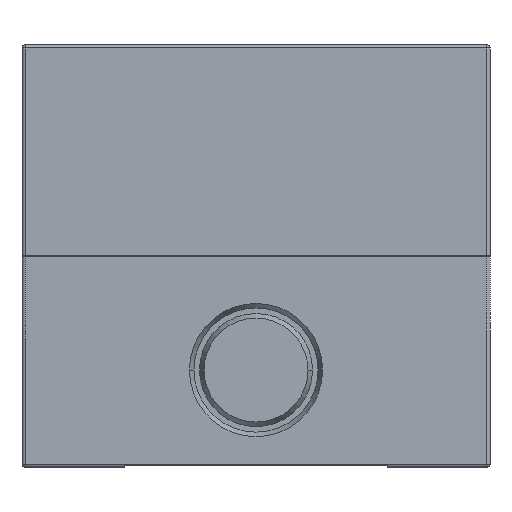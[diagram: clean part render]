
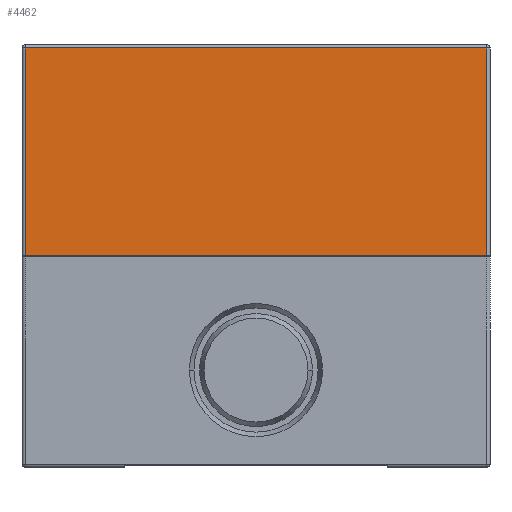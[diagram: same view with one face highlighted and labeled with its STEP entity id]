
A CAD part, front view. The second image highlights one B-rep face of the part: STEP entity #4462.
In plain terms, the highlighted planar face has unit normal (0, -1, 0).
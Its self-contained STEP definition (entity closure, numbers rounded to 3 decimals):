
#462 = CARTESIAN_POINT ( 'NONE',  ( -36., -39., 32.5 ) ) ;
#542 = DIRECTION ( 'NONE',  ( -1., 0., 0. ) ) ;
#845 = CARTESIAN_POINT ( 'NONE',  ( -35.5, -39., 32. ) ) ;
#936 = CARTESIAN_POINT ( 'NONE',  ( -36., -39., 32. ) ) ;
#991 = CARTESIAN_POINT ( 'NONE',  ( 35.5, -39., 32.5 ) ) ;
#1120 = CARTESIAN_POINT ( 'NONE',  ( -36., -39., 0.1 ) ) ;
#1161 = AXIS2_PLACEMENT_3D ( 'NONE', #462, #4205, #1688 ) ;
#1189 = ORIENTED_EDGE ( 'NONE', *, *, #4357, .T. ) ;
#1280 = ORIENTED_EDGE ( 'NONE', *, *, #4254, .T. ) ;
#1493 = EDGE_CURVE ( 'NONE', #4428, #1697, #1732, .T. ) ;
#1688 = DIRECTION ( 'NONE',  ( -1., 0., 0. ) ) ;
#1697 = VERTEX_POINT ( 'NONE', #2756 ) ;
#1729 = VECTOR ( 'NONE', #4017, 1000. ) ;
#1732 = LINE ( 'NONE', #4909, #4930 ) ;
#2411 = DIRECTION ( 'NONE',  ( 0., 0., -1. ) ) ;
#2478 = VERTEX_POINT ( 'NONE', #4673 ) ;
#2756 = CARTESIAN_POINT ( 'NONE',  ( -35.5, -39., 0.1 ) ) ;
#3038 = DIRECTION ( 'NONE',  ( 0., 0., 1. ) ) ;
#3756 = VECTOR ( 'NONE', #542, 1000. ) ;
#3775 = VERTEX_POINT ( 'NONE', #3950 ) ;
#3822 = LINE ( 'NONE', #991, #4839 ) ;
#3917 = LINE ( 'NONE', #936, #3756 ) ;
#3950 = CARTESIAN_POINT ( 'NONE',  ( 35.5, -39., 0.1 ) ) ;
#4017 = DIRECTION ( 'NONE',  ( 1., 0., 0. ) ) ;
#4033 = EDGE_CURVE ( 'NONE', #3775, #2478, #3822, .T. ) ;
#4187 = ORIENTED_EDGE ( 'NONE', *, *, #4033, .T. ) ;
#4205 = DIRECTION ( 'NONE',  ( 0., 1., 0. ) ) ;
#4254 = EDGE_CURVE ( 'NONE', #2478, #4428, #3917, .T. ) ;
#4271 = EDGE_LOOP ( 'NONE', ( #1189, #4187, #1280, #5168 ) ) ;
#4357 = EDGE_CURVE ( 'NONE', #1697, #3775, #5040, .T. ) ;
#4428 = VERTEX_POINT ( 'NONE', #845 ) ;
#4462 = ADVANCED_FACE ( 'NONE', ( #4973 ), #4988, .F. ) ;
#4673 = CARTESIAN_POINT ( 'NONE',  ( 35.5, -39., 32. ) ) ;
#4839 = VECTOR ( 'NONE', #3038, 1000. ) ;
#4909 = CARTESIAN_POINT ( 'NONE',  ( -35.5, -39., 32.5 ) ) ;
#4930 = VECTOR ( 'NONE', #2411, 1000. ) ;
#4973 = FACE_OUTER_BOUND ( 'NONE', #4271, .T. ) ;
#4988 = PLANE ( 'NONE',  #1161 ) ;
#5040 = LINE ( 'NONE', #1120, #1729 ) ;
#5168 = ORIENTED_EDGE ( 'NONE', *, *, #1493, .T. ) ;
